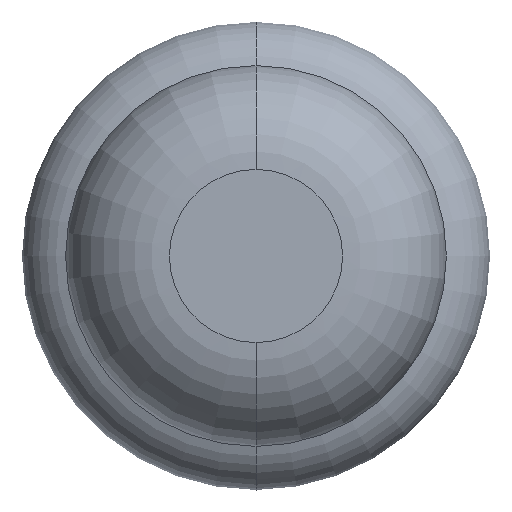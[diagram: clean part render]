
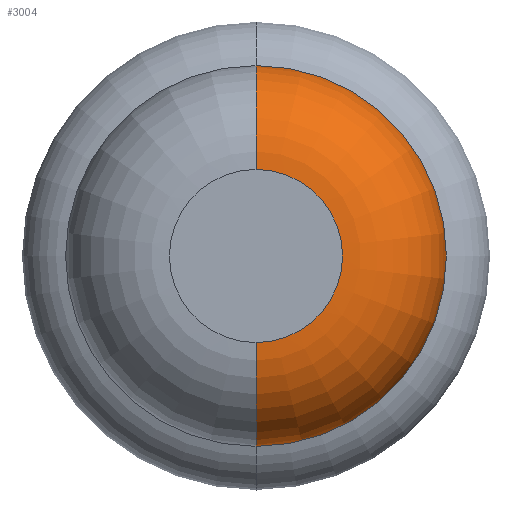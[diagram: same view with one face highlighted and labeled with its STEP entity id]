
A CAD part, front view. The second image highlights one B-rep face of the part: STEP entity #3004.
In plain terms, the highlighted toroidal (fillet/blend) face has major radius 0.375 mm and minor radius 0.45 mm.
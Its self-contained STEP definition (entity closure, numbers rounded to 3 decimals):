
#13 = CARTESIAN_POINT ( 'NONE',  ( 0., -28.561, 0.375 ) ) ;
#41 = CIRCLE ( 'NONE', #1481, 0.825 ) ;
#67 = DIRECTION ( 'NONE',  ( 0., 1., 0. ) ) ;
#371 = CARTESIAN_POINT ( 'NONE',  ( 0., -29.011, -0.375 ) ) ;
#452 = EDGE_LOOP ( 'NONE', ( #706, #2558, #2072, #2266 ) ) ;
#504 = FACE_OUTER_BOUND ( 'NONE', #452, .T. ) ;
#706 = ORIENTED_EDGE ( 'NONE', *, *, #3834, .T. ) ;
#1051 = AXIS2_PLACEMENT_3D ( 'NONE', #13, #1832, #4008 ) ;
#1068 = DIRECTION ( 'NONE',  ( 0., 1., 0. ) ) ;
#1291 = DIRECTION ( 'NONE',  ( 0., 0., 1. ) ) ;
#1309 = AXIS2_PLACEMENT_3D ( 'NONE', #2559, #2832, #1939 ) ;
#1337 = EDGE_CURVE ( 'NONE', #1667, #3344, #1511, .T. ) ;
#1381 = DIRECTION ( 'NONE',  ( 0., 0., 1. ) ) ;
#1453 = EDGE_CURVE ( 'NONE', #3344, #2651, #41, .T. ) ;
#1481 = AXIS2_PLACEMENT_3D ( 'NONE', #1880, #67, #1291 ) ;
#1511 = CIRCLE ( 'NONE', #1051, 0.45 ) ;
#1593 = CARTESIAN_POINT ( 'NONE',  ( 0., -28.561, -0.825 ) ) ;
#1667 = VERTEX_POINT ( 'NONE', #2565 ) ;
#1832 = DIRECTION ( 'NONE',  ( -1., 0., 0. ) ) ;
#1880 = CARTESIAN_POINT ( 'NONE',  ( 0., -28.561, 0. ) ) ;
#1939 = DIRECTION ( 'NONE',  ( 0., 0., -1. ) ) ;
#2019 = DIRECTION ( 'NONE',  ( 0., 0., 1. ) ) ;
#2072 = ORIENTED_EDGE ( 'NONE', *, *, #1453, .F. ) ;
#2133 = CIRCLE ( 'NONE', #1309, 0.45 ) ;
#2266 = ORIENTED_EDGE ( 'NONE', *, *, #1337, .F. ) ;
#2480 = CARTESIAN_POINT ( 'NONE',  ( 0., -28.561, 0. ) ) ;
#2532 = TOROIDAL_SURFACE ( 'NONE', #2557, 0.375, 0.45 ) ;
#2557 = AXIS2_PLACEMENT_3D ( 'NONE', #2480, #1068, #1381 ) ;
#2558 = ORIENTED_EDGE ( 'NONE', *, *, #3527, .T. ) ;
#2559 = CARTESIAN_POINT ( 'NONE',  ( 0., -28.561, -0.375 ) ) ;
#2565 = CARTESIAN_POINT ( 'NONE',  ( 0., -29.011, 0.375 ) ) ;
#2651 = VERTEX_POINT ( 'NONE', #1593 ) ;
#2832 = DIRECTION ( 'NONE',  ( 1., 0., 0. ) ) ;
#2863 = CIRCLE ( 'NONE', #2917, 0.375 ) ;
#2917 = AXIS2_PLACEMENT_3D ( 'NONE', #3589, #3902, #2019 ) ;
#3004 = ADVANCED_FACE ( 'NONE', ( #504 ), #2532, .T. ) ;
#3344 = VERTEX_POINT ( 'NONE', #3489 ) ;
#3489 = CARTESIAN_POINT ( 'NONE',  ( 0., -28.561, 0.825 ) ) ;
#3522 = VERTEX_POINT ( 'NONE', #371 ) ;
#3527 = EDGE_CURVE ( 'NONE', #3522, #2651, #2133, .T. ) ;
#3589 = CARTESIAN_POINT ( 'NONE',  ( 0., -29.011, 0. ) ) ;
#3834 = EDGE_CURVE ( 'NONE', #1667, #3522, #2863, .T. ) ;
#3902 = DIRECTION ( 'NONE',  ( 0., 1., 0. ) ) ;
#4008 = DIRECTION ( 'NONE',  ( 0., 0., 1. ) ) ;
